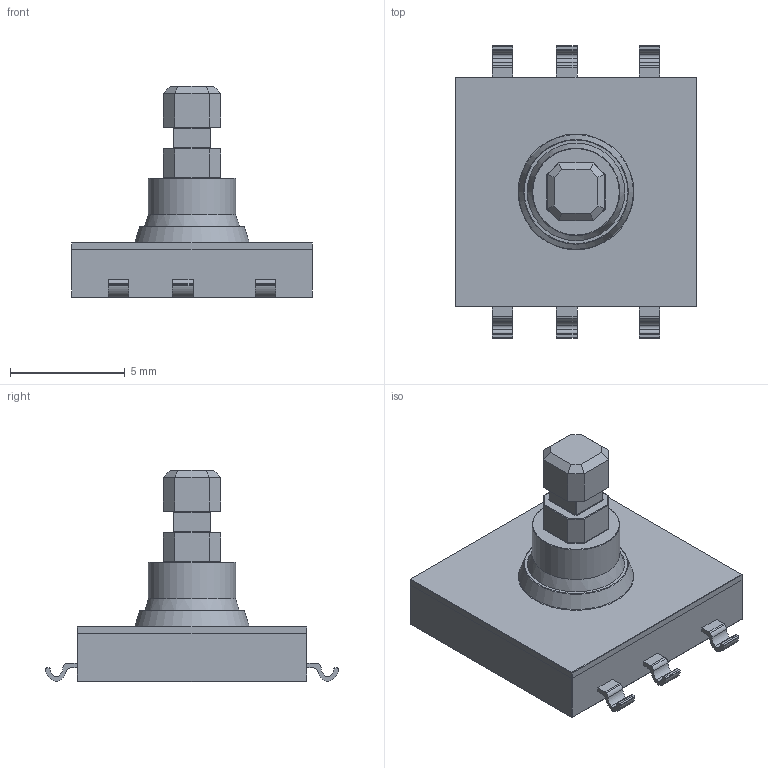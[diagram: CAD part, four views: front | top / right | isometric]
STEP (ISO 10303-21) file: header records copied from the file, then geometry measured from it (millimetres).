
FILE_DESCRIPTION(/* description */ (''),/* implementation_level */ '2;1');
FILE_NAME(/* name */ '5-Way Switch_10mm_SMD.stp',/* time_stamp */ '2020-09-12T13:47:19+02:00',/* author */ ('gabri'),/* organization */ (''),/* preprocessor_version */ 'ST-DEVELOPER v18.1',/* originating_system */ 'Autodesk Inventor 2021',/* authorisation */ '');
FILE_SCHEMA (('AUTOMOTIVE_DESIGN { 1 0 10303 214 3 1 1 }'));
Length unit declared in the file: millimetre
Products named in the file (1): Switch_12mm
Bounding box: 10.5 x 12.75 x 9.2 mm (x, y, z)
Volume: 310.5 mm3; surface area: 666.5 mm2
Topology: 9 solids, 9 shells, 244 faces, 577 edges, 358 vertices
Faces by surface type: plane 159, cylinder 67, bspline 12, cone 6
Full cylindrical faces by diameter (mm): 3.809 x1
Entity records: 7072 total; most frequent: CARTESIAN_POINT 1378, DIRECTION 1165, ORIENTED_EDGE 1154, EDGE_CURVE 577, LINE 407, VECTOR 407, AXIS2_PLACEMENT_3D 379, VERTEX_POINT 358
